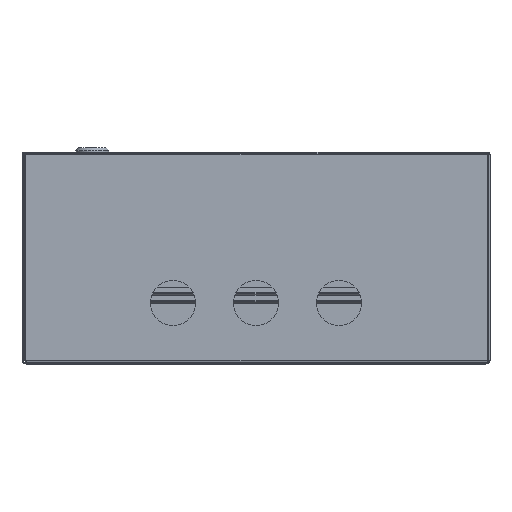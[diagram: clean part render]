
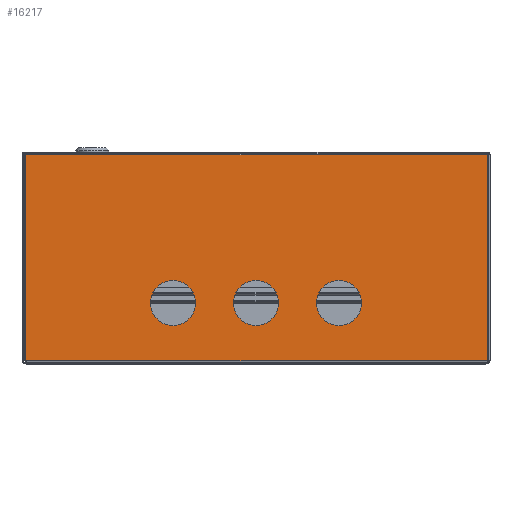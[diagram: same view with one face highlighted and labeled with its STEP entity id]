
A CAD part, front view. The second image highlights one B-rep face of the part: STEP entity #16217.
In plain terms, the highlighted planar face has unit normal (0, -1, 0).
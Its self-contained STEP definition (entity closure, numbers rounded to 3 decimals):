
#333 = ORIENTED_EDGE ( 'NONE', *, *, #16479, .T. ) ;
#510 = DIRECTION ( 'NONE',  ( 0., -1., 0. ) ) ;
#649 = DIRECTION ( 'NONE',  ( 1., 0., 0. ) ) ;
#2092 = EDGE_LOOP ( 'NONE', ( #16258, #19133 ) ) ;
#2177 = CARTESIAN_POINT ( 'NONE',  ( -85., -225., -30. ) ) ;
#2332 = VERTEX_POINT ( 'NONE', #2177 ) ;
#3739 = VERTEX_POINT ( 'NONE', #12042 ) ;
#3765 = DIRECTION ( 'NONE',  ( 0., 0., -1. ) ) ;
#3916 = CIRCLE ( 'NONE', #6329, 15. ) ;
#4089 = VERTEX_POINT ( 'NONE', #26400 ) ;
#4924 = LINE ( 'NONE', #10027, #6491 ) ;
#4933 = CIRCLE ( 'NONE', #12743, 15. ) ;
#5611 = EDGE_CURVE ( 'NONE', #2332, #27512, #32414, .T. ) ;
#6329 = AXIS2_PLACEMENT_3D ( 'NONE', #17887, #17520, #649 ) ;
#6404 = DIRECTION ( 'NONE',  ( 1., 0., 0. ) ) ;
#6491 = VECTOR ( 'NONE', #35812, 1000. ) ;
#8357 = VECTOR ( 'NONE', #3765, 1000. ) ;
#8667 = ORIENTED_EDGE ( 'NONE', *, *, #33241, .T. ) ;
#9120 = CARTESIAN_POINT ( 'NONE',  ( -1.7, -225., 68.3 ) ) ;
#9480 = AXIS2_PLACEMENT_3D ( 'NONE', #36444, #34140, #22730 ) ;
#9871 = CIRCLE ( 'NONE', #26244, 15. ) ;
#10027 = CARTESIAN_POINT ( 'NONE',  ( -0.7, -225., -68.3 ) ) ;
#10779 = VERTEX_POINT ( 'NONE', #11943 ) ;
#10845 = DIRECTION ( 'NONE',  ( -1., 0., 0. ) ) ;
#11446 = LINE ( 'NONE', #35660, #34356 ) ;
#11943 = CARTESIAN_POINT ( 'NONE',  ( -195., -225., -30. ) ) ;
#12042 = CARTESIAN_POINT ( 'NONE',  ( -307.6, -225., 68.3 ) ) ;
#12163 = CIRCLE ( 'NONE', #15176, 15. ) ;
#12743 = AXIS2_PLACEMENT_3D ( 'NONE', #17918, #36090, #6404 ) ;
#13485 = DIRECTION ( 'NONE',  ( 0., -1., 0. ) ) ;
#13509 = AXIS2_PLACEMENT_3D ( 'NONE', #17933, #510, #14713 ) ;
#13983 = DIRECTION ( 'NONE',  ( 0., 0., -1. ) ) ;
#14626 = CARTESIAN_POINT ( 'NONE',  ( -100., -225., -30. ) ) ;
#14713 = DIRECTION ( 'NONE',  ( 1., 0., 0. ) ) ;
#14743 = CARTESIAN_POINT ( 'NONE',  ( -307.6, -225., -68.3 ) ) ;
#14799 = AXIS2_PLACEMENT_3D ( 'NONE', #24872, #13485, #10845 ) ;
#15176 = AXIS2_PLACEMENT_3D ( 'NONE', #18097, #32558, #29720 ) ;
#15233 = VERTEX_POINT ( 'NONE', #9120 ) ;
#16040 = CARTESIAN_POINT ( 'NONE',  ( -115., -225., -30. ) ) ;
#16217 = ADVANCED_FACE ( 'NONE', ( #18968, #17429, #17043, #31690 ), #34701, .F. ) ;
#16258 = ORIENTED_EDGE ( 'NONE', *, *, #25516, .F. ) ;
#16479 = EDGE_CURVE ( 'NONE', #22558, #23074, #4924, .T. ) ;
#17043 = FACE_BOUND ( 'NONE', #2092, .T. ) ;
#17376 = ORIENTED_EDGE ( 'NONE', *, *, #25123, .F. ) ;
#17429 = FACE_BOUND ( 'NONE', #23068, .T. ) ;
#17506 = DIRECTION ( 'NONE',  ( -1., 0., 0. ) ) ;
#17520 = DIRECTION ( 'NONE',  ( 0., -1., 0. ) ) ;
#17887 = CARTESIAN_POINT ( 'NONE',  ( -155., -225., -30. ) ) ;
#17918 = CARTESIAN_POINT ( 'NONE',  ( -155., -225., -30. ) ) ;
#17933 = CARTESIAN_POINT ( 'NONE',  ( -210., -225., -30. ) ) ;
#17943 = ORIENTED_EDGE ( 'NONE', *, *, #37379, .F. ) ;
#18097 = CARTESIAN_POINT ( 'NONE',  ( -210., -225., -30. ) ) ;
#18113 = EDGE_CURVE ( 'NONE', #15233, #23074, #29746, .T. ) ;
#18202 = CARTESIAN_POINT ( 'NONE',  ( -1.7, -225., -68.3 ) ) ;
#18295 = CARTESIAN_POINT ( 'NONE',  ( -1.7, -225., -68.3 ) ) ;
#18297 = ORIENTED_EDGE ( 'NONE', *, *, #5611, .F. ) ;
#18968 = FACE_BOUND ( 'NONE', #36729, .T. ) ;
#19133 = ORIENTED_EDGE ( 'NONE', *, *, #37420, .F. ) ;
#22336 = LINE ( 'NONE', #34124, #23460 ) ;
#22390 = CARTESIAN_POINT ( 'NONE',  ( -140., -225., -30. ) ) ;
#22451 = ORIENTED_EDGE ( 'NONE', *, *, #18113, .F. ) ;
#22558 = VERTEX_POINT ( 'NONE', #14743 ) ;
#22730 = DIRECTION ( 'NONE',  ( -1., 0., 0. ) ) ;
#22896 = CARTESIAN_POINT ( 'NONE',  ( -170., -225., -30. ) ) ;
#23068 = EDGE_LOOP ( 'NONE', ( #17376, #17943 ) ) ;
#23074 = VERTEX_POINT ( 'NONE', #18202 ) ;
#23460 = VECTOR ( 'NONE', #13983, 1000. ) ;
#23815 = CIRCLE ( 'NONE', #13509, 15. ) ;
#24225 = EDGE_CURVE ( 'NONE', #27512, #2332, #9871, .T. ) ;
#24872 = CARTESIAN_POINT ( 'NONE',  ( -100., -225., -30. ) ) ;
#25123 = EDGE_CURVE ( 'NONE', #10779, #4089, #23815, .T. ) ;
#25516 = EDGE_CURVE ( 'NONE', #31520, #30946, #3916, .T. ) ;
#26244 = AXIS2_PLACEMENT_3D ( 'NONE', #14626, #31545, #31728 ) ;
#26400 = CARTESIAN_POINT ( 'NONE',  ( -225., -225., -30. ) ) ;
#27512 = VERTEX_POINT ( 'NONE', #16040 ) ;
#29720 = DIRECTION ( 'NONE',  ( 1., 0., 0. ) ) ;
#29746 = LINE ( 'NONE', #18295, #8357 ) ;
#30946 = VERTEX_POINT ( 'NONE', #22896 ) ;
#31520 = VERTEX_POINT ( 'NONE', #22390 ) ;
#31545 = DIRECTION ( 'NONE',  ( 0., -1., 0. ) ) ;
#31690 = FACE_OUTER_BOUND ( 'NONE', #35487, .T. ) ;
#31728 = DIRECTION ( 'NONE',  ( -1., 0., 0. ) ) ;
#32414 = CIRCLE ( 'NONE', #14799, 15. ) ;
#32558 = DIRECTION ( 'NONE',  ( 0., -1., 0. ) ) ;
#32827 = ORIENTED_EDGE ( 'NONE', *, *, #33547, .T. ) ;
#33241 = EDGE_CURVE ( 'NONE', #15233, #3739, #11446, .T. ) ;
#33547 = EDGE_CURVE ( 'NONE', #3739, #22558, #22336, .T. ) ;
#34124 = CARTESIAN_POINT ( 'NONE',  ( -307.6, -225., 68.3 ) ) ;
#34140 = DIRECTION ( 'NONE',  ( 0., 1., 0. ) ) ;
#34356 = VECTOR ( 'NONE', #17506, 1000. ) ;
#34480 = ORIENTED_EDGE ( 'NONE', *, *, #24225, .F. ) ;
#34701 = PLANE ( 'NONE',  #9480 ) ;
#35487 = EDGE_LOOP ( 'NONE', ( #22451, #8667, #32827, #333 ) ) ;
#35660 = CARTESIAN_POINT ( 'NONE',  ( -0.7, -225., 68.3 ) ) ;
#35812 = DIRECTION ( 'NONE',  ( 1., 0., 0. ) ) ;
#36090 = DIRECTION ( 'NONE',  ( 0., -1., 0. ) ) ;
#36444 = CARTESIAN_POINT ( 'NONE',  ( -0.7, -225., 68.3 ) ) ;
#36729 = EDGE_LOOP ( 'NONE', ( #18297, #34480 ) ) ;
#37379 = EDGE_CURVE ( 'NONE', #4089, #10779, #12163, .T. ) ;
#37420 = EDGE_CURVE ( 'NONE', #30946, #31520, #4933, .T. ) ;
